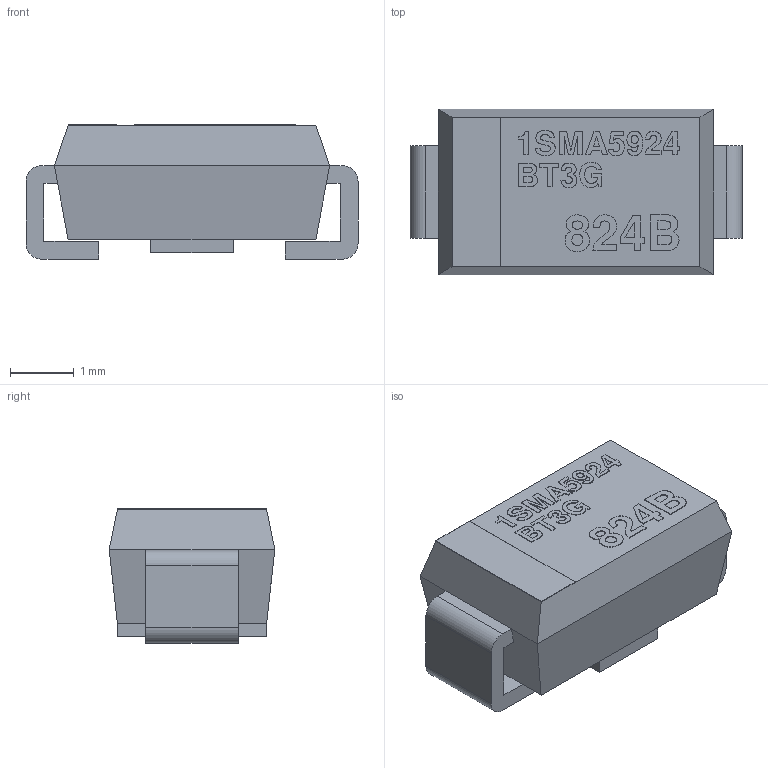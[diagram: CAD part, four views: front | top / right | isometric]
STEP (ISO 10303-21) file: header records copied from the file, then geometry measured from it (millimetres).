
FILE_DESCRIPTION(('FreeCAD Model'),'2;1');
FILE_NAME('ON_Semi_1SMA5924BT3G.step','2019-07-22T10:58:18',('Author'),(''), 'Open CASCADE STEP processor 7.3','FreeCAD','Unknown');
FILE_SCHEMA(('AUTOMOTIVE_DESIGN { 1 0 10303 214 1 1 1 1 }'));
Length unit declared in the file: millimetre
Products named in the file (1): 1SMA5924BT3G
Bounding box: 5.21 x 2.6 x 2.11 mm (x, y, z)
Volume: 20.8 mm3; surface area: 60.8 mm2
Topology: 1 solids, 1 shells, 403 faces, 1109 edges, 734 vertices
Faces by surface type: extrusion 216, plane 175, bspline 8, cylinder 4
Entity records: 15791 total; most frequent: CARTESIAN_POINT 3597, ORIENTED_EDGE 2218, DIRECTION 1247, EDGE_CURVE 1109, VECTOR 871, VERTEX_POINT 734, B_SPLINE_CURVE_WITH_KNOTS 662, LINE 655
